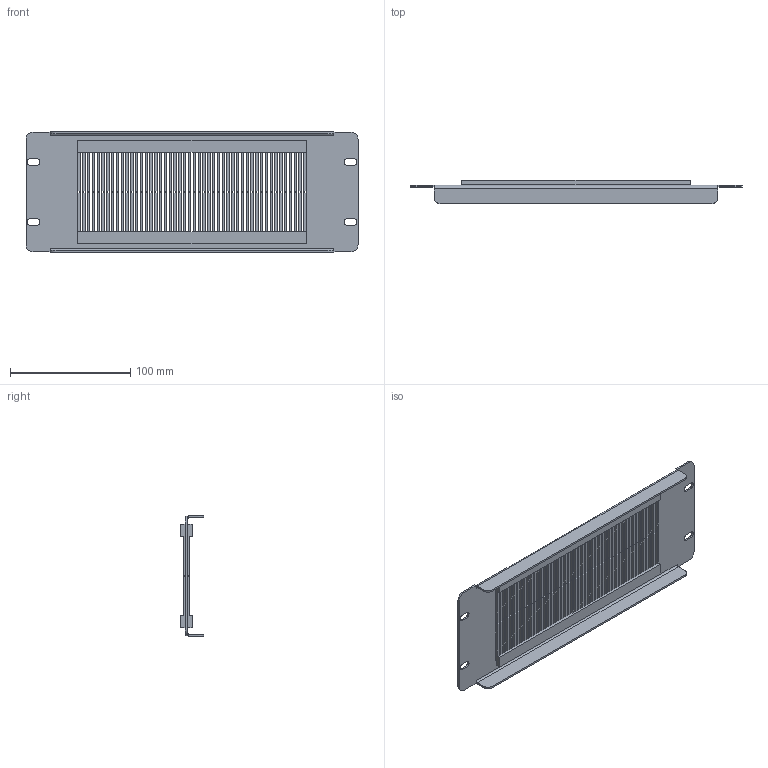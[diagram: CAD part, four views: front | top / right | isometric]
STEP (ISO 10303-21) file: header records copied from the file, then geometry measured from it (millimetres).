
FILE_DESCRIPTION (( 'STEP AP214' ), '1' );
FILE_NAME ('923.411.STEP', '2025-04-01T08:35:53', ( '' ), ( '' ), 'SwSTEP 2.0', 'SolidWorks 2021', '' );
FILE_SCHEMA (( 'AUTOMOTIVE_DESIGN' ));
Length unit declared in the file: millimetre
Products named in the file (3): Ùåòêà; 923.411; 923.411 眈翴錪
Assembly tree (3 placements, depth 2):
  923.411
    923.411 眈翴錪
    Ùåòêà  x2
Bounding box: 276.5 x 19.65 x 100 mm (x, y, z)
Volume: 91173.8 mm3; surface area: 107266.2 mm2
Topology: 3 solids, 3 shells, 838 faces, 2108 edges, 1276 vertices
Faces by surface type: plane 818, cylinder 20
Entity records: 13100 total; most frequent: CARTESIAN_POINT 2274, ORIENTED_EDGE 2264, DIRECTION 2084, EDGE_CURVE 1132, VECTOR 1088, LINE 1088, VERTEX_POINT 688, AXIS2_PLACEMENT_3D 498
